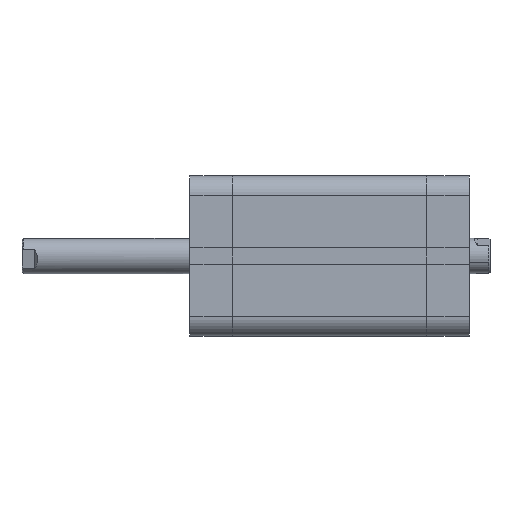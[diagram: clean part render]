
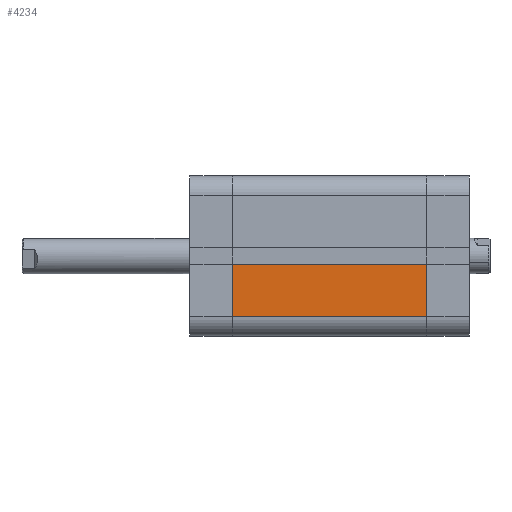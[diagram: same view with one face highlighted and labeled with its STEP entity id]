
A CAD part, front view. The second image highlights one B-rep face of the part: STEP entity #4234.
In plain terms, the highlighted planar face has unit normal (0, -1, 0).
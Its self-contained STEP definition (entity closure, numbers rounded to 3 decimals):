
#180 = LINE ( 'NONE', #13469, #16475 ) ;
#1677 = DIRECTION ( 'NONE',  ( 0., 0., 1. ) ) ;
#1701 = CARTESIAN_POINT ( 'NONE',  ( 0., -27.25, -27.25 ) ) ;
#2215 = EDGE_CURVE ( 'NONE', #17862, #10638, #12949, .T. ) ;
#4114 = VECTOR ( 'NONE', #4246, 1000. ) ;
#4234 = ADVANCED_FACE ( 'NONE', ( #14253 ), #20682, .F. ) ;
#4246 = DIRECTION ( 'NONE',  ( 0., 0., -1. ) ) ;
#4888 = CARTESIAN_POINT ( 'NONE',  ( 66.001, -27.25, -2.8 ) ) ;
#5924 = CARTESIAN_POINT ( 'NONE',  ( 66., -27.25, -27.25 ) ) ;
#6483 = EDGE_CURVE ( 'NONE', #17862, #11588, #9027, .T. ) ;
#6701 = DIRECTION ( 'NONE',  ( 1., 0., 0. ) ) ;
#7158 = ORIENTED_EDGE ( 'NONE', *, *, #16529, .T. ) ;
#7469 = CARTESIAN_POINT ( 'NONE',  ( 66., -27.25, -20.45 ) ) ;
#9027 = LINE ( 'NONE', #5924, #4114 ) ;
#9508 = DIRECTION ( 'NONE',  ( 0., 1., 0. ) ) ;
#9678 = CARTESIAN_POINT ( 'NONE',  ( 0., -27.25, -20.45 ) ) ;
#9876 = CARTESIAN_POINT ( 'NONE',  ( 66., -27.25, -2.8 ) ) ;
#10067 = AXIS2_PLACEMENT_3D ( 'NONE', #10980, #9508, #1677 ) ;
#10638 = VERTEX_POINT ( 'NONE', #20726 ) ;
#10980 = CARTESIAN_POINT ( 'NONE',  ( 66., -27.25, -27.25 ) ) ;
#11258 = EDGE_LOOP ( 'NONE', ( #20252, #18572, #7158, #17082 ) ) ;
#11351 = VECTOR ( 'NONE', #17777, 1000. ) ;
#11405 = EDGE_CURVE ( 'NONE', #10638, #19898, #14374, .T. ) ;
#11588 = VERTEX_POINT ( 'NONE', #7469 ) ;
#12911 = DIRECTION ( 'NONE',  ( 0., 0., -1. ) ) ;
#12949 = LINE ( 'NONE', #4888, #11351 ) ;
#13469 = CARTESIAN_POINT ( 'NONE',  ( 66., -27.25, -20.45 ) ) ;
#13656 = VECTOR ( 'NONE', #12911, 1000. ) ;
#14253 = FACE_OUTER_BOUND ( 'NONE', #11258, .T. ) ;
#14374 = LINE ( 'NONE', #1701, #13656 ) ;
#16475 = VECTOR ( 'NONE', #6701, 1000. ) ;
#16529 = EDGE_CURVE ( 'NONE', #19898, #11588, #180, .T. ) ;
#17082 = ORIENTED_EDGE ( 'NONE', *, *, #6483, .F. ) ;
#17777 = DIRECTION ( 'NONE',  ( -1., 0., 0. ) ) ;
#17862 = VERTEX_POINT ( 'NONE', #9876 ) ;
#18572 = ORIENTED_EDGE ( 'NONE', *, *, #11405, .T. ) ;
#19898 = VERTEX_POINT ( 'NONE', #9678 ) ;
#20252 = ORIENTED_EDGE ( 'NONE', *, *, #2215, .T. ) ;
#20682 = PLANE ( 'NONE',  #10067 ) ;
#20726 = CARTESIAN_POINT ( 'NONE',  ( 0., -27.25, -2.8 ) ) ;
